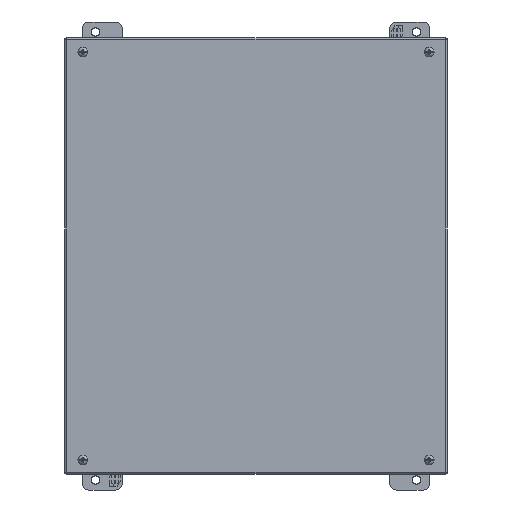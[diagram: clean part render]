
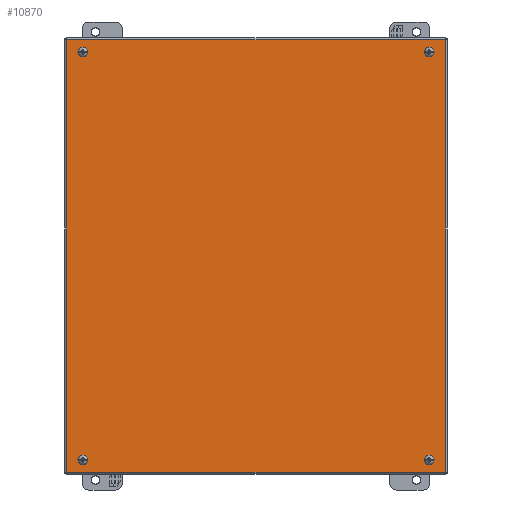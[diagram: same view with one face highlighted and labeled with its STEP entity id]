
A CAD part, front view. The second image highlights one B-rep face of the part: STEP entity #10870.
In plain terms, the highlighted planar face has unit normal (0, -1, 0).
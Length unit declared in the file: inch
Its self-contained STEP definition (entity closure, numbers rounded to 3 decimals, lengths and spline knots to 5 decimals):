
#90 = CARTESIAN_POINT ( 'NONE',  ( 7.07726, -10.17205, 8.07732 ) ) ;
#153 = AXIS2_PLACEMENT_3D ( 'NONE', #32799, #9886, #7373 ) ;
#243 = VECTOR ( 'NONE', #21651, 39.37008 ) ;
#1064 = AXIS2_PLACEMENT_3D ( 'NONE', #7158, #22460, #32244 ) ;
#1552 = VERTEX_POINT ( 'NONE', #26061 ) ;
#1561 = EDGE_CURVE ( 'NONE', #15502, #14800, #26362, .T. ) ;
#1563 = ORIENTED_EDGE ( 'NONE', *, *, #13399, .F. ) ;
#1726 = ORIENTED_EDGE ( 'NONE', *, *, #3035, .F. ) ;
#2121 = FACE_BOUND ( 'NONE', #14318, .T. ) ;
#2883 = CIRCLE ( 'NONE', #17366, 0.125 ) ;
#3035 = EDGE_CURVE ( 'NONE', #7886, #7886, #25753, .T. ) ;
#3904 = EDGE_CURVE ( 'NONE', #5854, #5854, #17720, .T. ) ;
#4096 = DIRECTION ( 'NONE',  ( -1., 0., 0. ) ) ;
#4372 = EDGE_LOOP ( 'NONE', ( #1726 ) ) ;
#4675 = FACE_BOUND ( 'NONE', #7778, .T. ) ;
#5613 = EDGE_LOOP ( 'NONE', ( #11707, #26727, #23135, #25939 ) ) ;
#5854 = VERTEX_POINT ( 'NONE', #6495 ) ;
#6495 = CARTESIAN_POINT ( 'NONE',  ( 6.48, -10.17205, -7.751 ) ) ;
#7158 = CARTESIAN_POINT ( 'NONE',  ( 6.48, -10.17205, -7.626 ) ) ;
#7219 = FACE_BOUND ( 'NONE', #4372, .T. ) ;
#7373 = DIRECTION ( 'NONE',  ( 0., 0., 1. ) ) ;
#7376 = VECTOR ( 'NONE', #4096, 39.37008 ) ;
#7778 = EDGE_LOOP ( 'NONE', ( #1563 ) ) ;
#7801 = VERTEX_POINT ( 'NONE', #31644 ) ;
#7886 = VERTEX_POINT ( 'NONE', #10544 ) ;
#8004 = DIRECTION ( 'NONE',  ( 0., -1., 0. ) ) ;
#8563 = EDGE_CURVE ( 'NONE', #1552, #1552, #2883, .T. ) ;
#8614 = EDGE_LOOP ( 'NONE', ( #19692 ) ) ;
#9886 = DIRECTION ( 'NONE',  ( 0., 1., 0. ) ) ;
#10544 = CARTESIAN_POINT ( 'NONE',  ( -6.48, -10.17205, 7.501 ) ) ;
#10775 = DIRECTION ( 'NONE',  ( 0., -1., 0. ) ) ;
#10870 = ADVANCED_FACE ( 'NONE', ( #7219, #4675, #14889, #2121, #22525 ), #17568, .F. ) ;
#11291 = ORIENTED_EDGE ( 'NONE', *, *, #8563, .F. ) ;
#11633 = LINE ( 'NONE', #18845, #243 ) ;
#11707 = ORIENTED_EDGE ( 'NONE', *, *, #21135, .T. ) ;
#12285 = EDGE_CURVE ( 'NONE', #24026, #15502, #11633, .T. ) ;
#12593 = CARTESIAN_POINT ( 'NONE',  ( 6.48, -10.17205, 7.626 ) ) ;
#13260 = CARTESIAN_POINT ( 'NONE',  ( -6.48, -10.17205, -7.626 ) ) ;
#13399 = EDGE_CURVE ( 'NONE', #27532, #27532, #29225, .T. ) ;
#14318 = EDGE_LOOP ( 'NONE', ( #11291 ) ) ;
#14800 = VERTEX_POINT ( 'NONE', #27772 ) ;
#14889 = FACE_BOUND ( 'NONE', #8614, .T. ) ;
#15502 = VERTEX_POINT ( 'NONE', #21564 ) ;
#15704 = DIRECTION ( 'NONE',  ( 0., 0., 1. ) ) ;
#16854 = LINE ( 'NONE', #27034, #7376 ) ;
#17366 = AXIS2_PLACEMENT_3D ( 'NONE', #13260, #10775, #23453 ) ;
#17568 = PLANE ( 'NONE',  #153 ) ;
#17720 = CIRCLE ( 'NONE', #1064, 0.125 ) ;
#17882 = LINE ( 'NONE', #90, #32747 ) ;
#18584 = AXIS2_PLACEMENT_3D ( 'NONE', #12593, #24645, #27336 ) ;
#18845 = CARTESIAN_POINT ( 'NONE',  ( -7.07731, -10.17205, 8.07732 ) ) ;
#19692 = ORIENTED_EDGE ( 'NONE', *, *, #3904, .F. ) ;
#21135 = EDGE_CURVE ( 'NONE', #14800, #7801, #17882, .T. ) ;
#21564 = CARTESIAN_POINT ( 'NONE',  ( -7.07731, -10.17205, -8.07744 ) ) ;
#21651 = DIRECTION ( 'NONE',  ( 0., 0., -1. ) ) ;
#22460 = DIRECTION ( 'NONE',  ( 0., -1., 0. ) ) ;
#22525 = FACE_OUTER_BOUND ( 'NONE', #5613, .T. ) ;
#23135 = ORIENTED_EDGE ( 'NONE', *, *, #12285, .T. ) ;
#23339 = CARTESIAN_POINT ( 'NONE',  ( -7.07731, -10.17205, 8.07732 ) ) ;
#23453 = DIRECTION ( 'NONE',  ( 0., 0., -1. ) ) ;
#24026 = VERTEX_POINT ( 'NONE', #23339 ) ;
#24627 = VECTOR ( 'NONE', #31240, 39.37008 ) ;
#24645 = DIRECTION ( 'NONE',  ( 0., -1., 0. ) ) ;
#25753 = CIRCLE ( 'NONE', #30595, 0.125 ) ;
#25939 = ORIENTED_EDGE ( 'NONE', *, *, #1561, .T. ) ;
#26061 = CARTESIAN_POINT ( 'NONE',  ( -6.48, -10.17205, -7.751 ) ) ;
#26199 = CARTESIAN_POINT ( 'NONE',  ( -6.48, -10.17205, 7.626 ) ) ;
#26362 = LINE ( 'NONE', #29020, #24627 ) ;
#26727 = ORIENTED_EDGE ( 'NONE', *, *, #27684, .T. ) ;
#27034 = CARTESIAN_POINT ( 'NONE',  ( -7.07731, -10.17205, 8.07732 ) ) ;
#27336 = DIRECTION ( 'NONE',  ( 0., 0., -1. ) ) ;
#27374 = CARTESIAN_POINT ( 'NONE',  ( 6.48, -10.17205, 7.501 ) ) ;
#27532 = VERTEX_POINT ( 'NONE', #27374 ) ;
#27684 = EDGE_CURVE ( 'NONE', #7801, #24026, #16854, .T. ) ;
#27772 = CARTESIAN_POINT ( 'NONE',  ( 7.07726, -10.17205, -8.07744 ) ) ;
#28041 = DIRECTION ( 'NONE',  ( 0., 0., -1. ) ) ;
#29020 = CARTESIAN_POINT ( 'NONE',  ( -7.07731, -10.17205, -8.07744 ) ) ;
#29225 = CIRCLE ( 'NONE', #18584, 0.125 ) ;
#30595 = AXIS2_PLACEMENT_3D ( 'NONE', #26199, #8004, #28041 ) ;
#31240 = DIRECTION ( 'NONE',  ( 1., 0., 0. ) ) ;
#31644 = CARTESIAN_POINT ( 'NONE',  ( 7.07726, -10.17205, 8.07732 ) ) ;
#32244 = DIRECTION ( 'NONE',  ( 0., 0., -1. ) ) ;
#32747 = VECTOR ( 'NONE', #15704, 39.37008 ) ;
#32799 = CARTESIAN_POINT ( 'NONE',  ( -7.07731, -10.17205, 8.07732 ) ) ;
